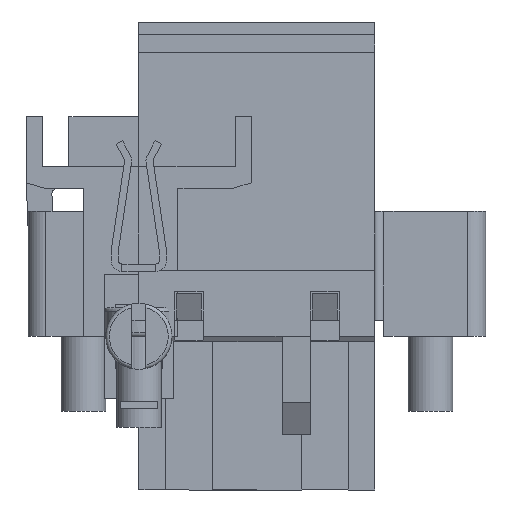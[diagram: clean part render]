
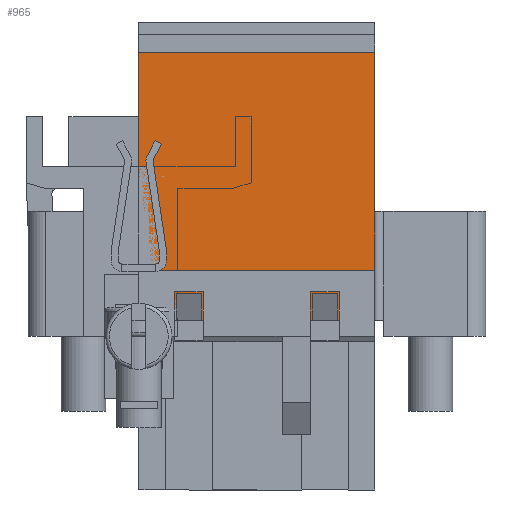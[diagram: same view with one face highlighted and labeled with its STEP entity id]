
A CAD part, front view. The second image highlights one B-rep face of the part: STEP entity #965.
In plain terms, the highlighted planar face has unit normal (0, -1, 0).
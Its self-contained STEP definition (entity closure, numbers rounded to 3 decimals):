
#965 = ADVANCED_FACE( '', ( #2019 ), #2020, .T. );
#2019 = FACE_OUTER_BOUND( '', #3136, .T. );
#2020 = PLANE( '', #3137 );
#3136 = EDGE_LOOP( '', ( #5967, #5968, #5969, #5970, #5971, #5972, #5973, #5974, #5975, #5976, #5977, #5978 ) );
#3137 = AXIS2_PLACEMENT_3D( '', #5979, #5980, #5981 );
#5967 = ORIENTED_EDGE( '', *, *, #7223, .F. );
#5968 = ORIENTED_EDGE( '', *, *, #7682, .F. );
#5969 = ORIENTED_EDGE( '', *, *, #7462, .F. );
#5970 = ORIENTED_EDGE( '', *, *, #7254, .T. );
#5971 = ORIENTED_EDGE( '', *, *, #7683, .T. );
#5972 = ORIENTED_EDGE( '', *, *, #7684, .F. );
#5973 = ORIENTED_EDGE( '', *, *, #7441, .T. );
#5974 = ORIENTED_EDGE( '', *, *, #7397, .F. );
#5975 = ORIENTED_EDGE( '', *, *, #7685, .F. );
#5976 = ORIENTED_EDGE( '', *, *, #7686, .F. );
#5977 = ORIENTED_EDGE( '', *, *, #7032, .T. );
#5978 = ORIENTED_EDGE( '', *, *, #7652, .T. );
#5979 = CARTESIAN_POINT( '', ( 13.22, 0., 0. ) );
#5980 = DIRECTION( '', ( 0., -1., 0. ) );
#5981 = DIRECTION( '', ( 0., 0., -1. ) );
#7032 = EDGE_CURVE( '', #8640, #8638, #8641, .T. );
#7223 = EDGE_CURVE( '', #8939, #8941, #8942, .T. );
#7254 = EDGE_CURVE( '', #8989, #8987, #8990, .T. );
#7397 = EDGE_CURVE( '', #9187, #9188, #9189, .T. );
#7441 = EDGE_CURVE( '', #8528, #9188, #9244, .T. );
#7462 = EDGE_CURVE( '', #8989, #9270, #9271, .T. );
#7652 = EDGE_CURVE( '', #8638, #8941, #9498, .T. );
#7682 = EDGE_CURVE( '', #9270, #8939, #9532, .T. );
#7683 = EDGE_CURVE( '', #8987, #9528, #9533, .T. );
#7684 = EDGE_CURVE( '', #8528, #9528, #9534, .T. );
#7685 = EDGE_CURVE( '', #8530, #9187, #9535, .T. );
#7686 = EDGE_CURVE( '', #8640, #8530, #9536, .T. );
#8528 = VERTEX_POINT( '', #10708 );
#8530 = VERTEX_POINT( '', #10711 );
#8638 = VERTEX_POINT( '', #10870 );
#8640 = VERTEX_POINT( '', #10873 );
#8641 = LINE( '', #10874, #10875 );
#8939 = VERTEX_POINT( '', #11315 );
#8941 = VERTEX_POINT( '', #11318 );
#8942 = LINE( '', #11319, #11320 );
#8987 = VERTEX_POINT( '', #11385 );
#8989 = VERTEX_POINT( '', #11388 );
#8990 = LINE( '', #11389, #11390 );
#9187 = VERTEX_POINT( '', #11681 );
#9188 = VERTEX_POINT( '', #11682 );
#9189 = LINE( '', #11683, #11684 );
#9244 = LINE( '', #11772, #11773 );
#9270 = VERTEX_POINT( '', #11810 );
#9271 = LINE( '', #11811, #11812 );
#9498 = LINE( '', #12142, #12143 );
#9528 = VERTEX_POINT( '', #12178 );
#9532 = LINE( '', #12184, #12185 );
#9533 = LINE( '', #12186, #12187 );
#9534 = LINE( '', #12188, #12189 );
#9535 = LINE( '', #12190, #12191 );
#9536 = LINE( '', #12192, #12193 );
#10708 = CARTESIAN_POINT( '', ( 9.72, 0., 0.9 ) );
#10711 = CARTESIAN_POINT( '', ( 11.12, 0., 0.9 ) );
#10870 = CARTESIAN_POINT( '', ( 13.22, 0., 15.9 ) );
#10873 = CARTESIAN_POINT( '', ( 13.22, 0., 0.9 ) );
#10874 = CARTESIAN_POINT( '', ( 13.22, 0., 0. ) );
#10875 = VECTOR( '', #12822, 1000. );
#11315 = CARTESIAN_POINT( '', ( 0., 0., 0.9 ) );
#11318 = CARTESIAN_POINT( '', ( 0., 0., 15.9 ) );
#11319 = CARTESIAN_POINT( '', ( 0., 0., 0. ) );
#11320 = VECTOR( '', #12981, 1000. );
#11385 = CARTESIAN_POINT( '', ( 3.5, 0., 2.4 ) );
#11388 = CARTESIAN_POINT( '', ( 2.1, 0., 2.4 ) );
#11389 = CARTESIAN_POINT( '', ( 2.1, 0., 2.4 ) );
#11390 = VECTOR( '', #13009, 1000. );
#11681 = CARTESIAN_POINT( '', ( 11.12, 0., 2.4 ) );
#11682 = CARTESIAN_POINT( '', ( 9.72, 0., 2.4 ) );
#11683 = CARTESIAN_POINT( '', ( 11.12, 0., 2.4 ) );
#11684 = VECTOR( '', #13145, 1000. );
#11772 = CARTESIAN_POINT( '', ( 9.72, 0., 0.9 ) );
#11773 = VECTOR( '', #13184, 1000. );
#11810 = CARTESIAN_POINT( '', ( 2.1, 0., 0.9 ) );
#11811 = CARTESIAN_POINT( '', ( 2.1, 0., 2.4 ) );
#11812 = VECTOR( '', #13202, 1000. );
#12142 = CARTESIAN_POINT( '', ( 13.22, 0., 15.9 ) );
#12143 = VECTOR( '', #13357, 1000. );
#12178 = CARTESIAN_POINT( '', ( 3.5, 0., 0.9 ) );
#12184 = CARTESIAN_POINT( '', ( 13.72, 0., 0.9 ) );
#12185 = VECTOR( '', #13377, 1000. );
#12186 = CARTESIAN_POINT( '', ( 3.5, 0., 2.4 ) );
#12187 = VECTOR( '', #13378, 1000. );
#12188 = CARTESIAN_POINT( '', ( 13.72, 0., 0.9 ) );
#12189 = VECTOR( '', #13379, 1000. );
#12190 = CARTESIAN_POINT( '', ( 11.12, 0., 0.9 ) );
#12191 = VECTOR( '', #13380, 1000. );
#12192 = CARTESIAN_POINT( '', ( 13.72, 0., 0.9 ) );
#12193 = VECTOR( '', #13381, 1000. );
#12822 = DIRECTION( '', ( 0., 0., 1. ) );
#12981 = DIRECTION( '', ( 0., 0., 1. ) );
#13009 = DIRECTION( '', ( 1., 0., 0. ) );
#13145 = DIRECTION( '', ( -1., 0., 0. ) );
#13184 = DIRECTION( '', ( 0., 0., 1. ) );
#13202 = DIRECTION( '', ( 0., 0., -1. ) );
#13357 = DIRECTION( '', ( -1., 0., 0. ) );
#13377 = DIRECTION( '', ( -1., 0., 0. ) );
#13378 = DIRECTION( '', ( 0., 0., -1. ) );
#13379 = DIRECTION( '', ( -1., 0., 0. ) );
#13380 = DIRECTION( '', ( 0., 0., 1. ) );
#13381 = DIRECTION( '', ( -1., 0., 0. ) );
